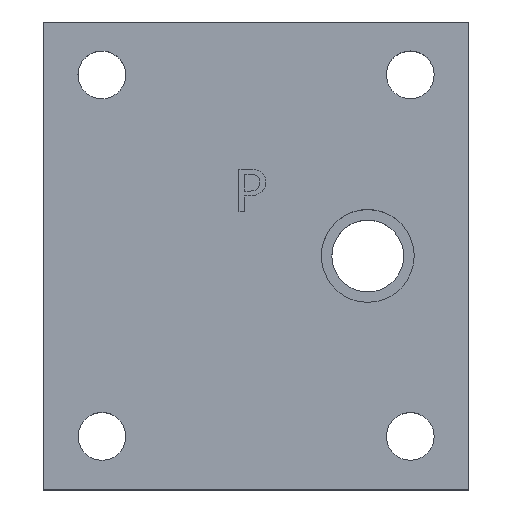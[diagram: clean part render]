
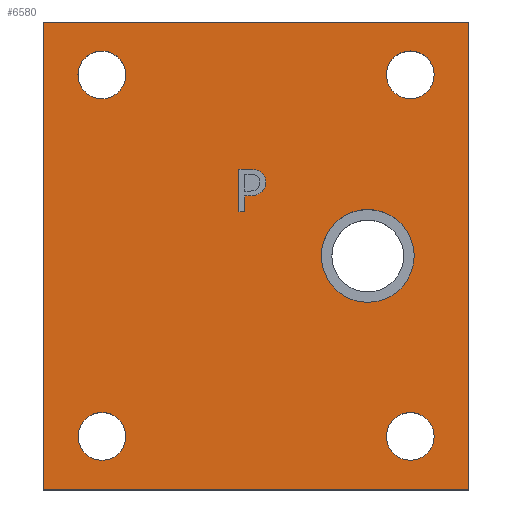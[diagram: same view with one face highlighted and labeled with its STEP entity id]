
A CAD part, top view. The second image highlights one B-rep face of the part: STEP entity #6580.
In plain terms, the highlighted planar face has unit normal (0, 0, 1).
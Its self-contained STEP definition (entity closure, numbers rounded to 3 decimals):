
#25=CIRCLE('',#6833,6.934);
#26=CIRCLE('',#6834,3.569);
#27=CIRCLE('',#6835,3.569);
#28=CIRCLE('',#6836,3.569);
#29=CIRCLE('',#6837,3.569);
#72=FACE_BOUND('',#984,.T.);
#73=FACE_BOUND('',#985,.T.);
#74=FACE_BOUND('',#986,.T.);
#75=FACE_BOUND('',#987,.T.);
#76=FACE_BOUND('',#988,.T.);
#77=FACE_BOUND('',#989,.T.);
#303=PLANE('',#6832);
#625=FACE_OUTER_BOUND('',#983,.T.);
#983=EDGE_LOOP('',(#5768,#5769,#5770,#5771));
#984=EDGE_LOOP('',(#5772));
#985=EDGE_LOOP('',(#5773));
#986=EDGE_LOOP('',(#5774));
#987=EDGE_LOOP('',(#5775));
#988=EDGE_LOOP('',(#5776));
#989=EDGE_LOOP('',(#5777,#5778,#5779,#5780,#5781,#5782,#5783,#5784,#5785));
#1279=LINE('',#9950,#1964);
#1674=LINE('',#10994,#2359);
#1677=LINE('',#11000,#2362);
#1680=LINE('',#11006,#2365);
#1683=LINE('',#11012,#2368);
#1686=LINE('',#11018,#2371);
#1690=LINE('',#11060,#2375);
#1691=LINE('',#11062,#2376);
#1692=LINE('',#11063,#2377);
#1964=VECTOR('',#7269,10.);
#2359=VECTOR('',#7948,10.);
#2362=VECTOR('',#7953,10.);
#2365=VECTOR('',#7958,10.);
#2368=VECTOR('',#7963,10.);
#2371=VECTOR('',#7968,10.);
#2375=VECTOR('',#7976,10.);
#2376=VECTOR('',#7977,10.);
#2377=VECTOR('',#7978,10.);
#2576=B_SPLINE_CURVE_WITH_KNOTS('',2,(#10961,#10962,#10963,#10964),
 .UNSPECIFIED.,.F.,.F.,(3,1,3),(0.,1.,2.),.UNSPECIFIED.);
#2578=B_SPLINE_CURVE_WITH_KNOTS('',2,(#10982,#10983,#10984,#10985),
 .UNSPECIFIED.,.F.,.F.,(3,1,3),(0.,1.,2.),.UNSPECIFIED.);
#2580=B_SPLINE_CURVE_WITH_KNOTS('',2,(#11031,#11032,#11033,#11034),
 .UNSPECIFIED.,.F.,.F.,(3,1,3),(0.,1.,2.),.UNSPECIFIED.);
#2582=B_SPLINE_CURVE_WITH_KNOTS('',2,(#11049,#11050,#11051,#11052),
 .UNSPECIFIED.,.F.,.F.,(3,1,3),(0.,1.,2.),.UNSPECIFIED.);
#2860=VERTEX_POINT('',#9947);
#2861=VERTEX_POINT('',#9949);
#3138=VERTEX_POINT('',#10959);
#3139=VERTEX_POINT('',#10960);
#3142=VERTEX_POINT('',#10981);
#3144=VERTEX_POINT('',#10993);
#3146=VERTEX_POINT('',#10999);
#3148=VERTEX_POINT('',#11005);
#3150=VERTEX_POINT('',#11011);
#3152=VERTEX_POINT('',#11017);
#3154=VERTEX_POINT('',#11030);
#3156=VERTEX_POINT('',#11059);
#3157=VERTEX_POINT('',#11061);
#3158=VERTEX_POINT('',#11064);
#3159=VERTEX_POINT('',#11066);
#3160=VERTEX_POINT('',#11068);
#3161=VERTEX_POINT('',#11070);
#3162=VERTEX_POINT('',#11072);
#3595=EDGE_CURVE('',#2861,#2860,#1279,.T.);
#4011=EDGE_CURVE('',#3138,#3139,#2576,.T.);
#4015=EDGE_CURVE('',#3142,#3138,#2578,.T.);
#4018=EDGE_CURVE('',#3144,#3142,#1674,.T.);
#4021=EDGE_CURVE('',#3146,#3144,#1677,.T.);
#4024=EDGE_CURVE('',#3148,#3146,#1680,.T.);
#4027=EDGE_CURVE('',#3150,#3148,#1683,.T.);
#4030=EDGE_CURVE('',#3152,#3150,#1686,.T.);
#4033=EDGE_CURVE('',#3154,#3152,#2580,.T.);
#4036=EDGE_CURVE('',#3139,#3154,#2582,.T.);
#4038=EDGE_CURVE('',#2860,#3156,#1690,.T.);
#4039=EDGE_CURVE('',#3156,#3157,#1691,.T.);
#4040=EDGE_CURVE('',#3157,#2861,#1692,.T.);
#4041=EDGE_CURVE('',#3158,#3158,#25,.T.);
#4042=EDGE_CURVE('',#3159,#3159,#26,.T.);
#4043=EDGE_CURVE('',#3160,#3160,#27,.T.);
#4044=EDGE_CURVE('',#3161,#3161,#28,.T.);
#4045=EDGE_CURVE('',#3162,#3162,#29,.T.);
#5768=ORIENTED_EDGE('',*,*,#3595,.T.);
#5769=ORIENTED_EDGE('',*,*,#4038,.T.);
#5770=ORIENTED_EDGE('',*,*,#4039,.T.);
#5771=ORIENTED_EDGE('',*,*,#4040,.T.);
#5772=ORIENTED_EDGE('',*,*,#4041,.T.);
#5773=ORIENTED_EDGE('',*,*,#4042,.T.);
#5774=ORIENTED_EDGE('',*,*,#4043,.T.);
#5775=ORIENTED_EDGE('',*,*,#4044,.T.);
#5776=ORIENTED_EDGE('',*,*,#4045,.T.);
#5777=ORIENTED_EDGE('',*,*,#4011,.T.);
#5778=ORIENTED_EDGE('',*,*,#4036,.T.);
#5779=ORIENTED_EDGE('',*,*,#4033,.T.);
#5780=ORIENTED_EDGE('',*,*,#4030,.T.);
#5781=ORIENTED_EDGE('',*,*,#4027,.T.);
#5782=ORIENTED_EDGE('',*,*,#4024,.T.);
#5783=ORIENTED_EDGE('',*,*,#4021,.T.);
#5784=ORIENTED_EDGE('',*,*,#4018,.T.);
#5785=ORIENTED_EDGE('',*,*,#4015,.T.);
#6580=ADVANCED_FACE('',(#625,#72,#73,#74,#75,#76,#77),#303,.T.);
#6832=AXIS2_PLACEMENT_3D('',#11058,#7974,#7975);
#6833=AXIS2_PLACEMENT_3D('',#11065,#7979,#7980);
#6834=AXIS2_PLACEMENT_3D('',#11067,#7981,#7982);
#6835=AXIS2_PLACEMENT_3D('',#11069,#7983,#7984);
#6836=AXIS2_PLACEMENT_3D('',#11071,#7985,#7986);
#6837=AXIS2_PLACEMENT_3D('',#11073,#7987,#7988);
#7269=DIRECTION('',(1.,0.,0.));
#7948=DIRECTION('',(1.,0.,0.));
#7953=DIRECTION('',(0.,1.,0.));
#7958=DIRECTION('',(-1.,0.,0.));
#7963=DIRECTION('',(0.,-1.,0.));
#7968=DIRECTION('',(-1.,0.,0.));
#7974=DIRECTION('center_axis',(0.,0.,1.));
#7975=DIRECTION('ref_axis',(1.,0.,0.));
#7976=DIRECTION('',(0.,1.,0.));
#7977=DIRECTION('',(-1.,0.,0.));
#7978=DIRECTION('',(0.,-1.,0.));
#7979=DIRECTION('center_axis',(0.,0.,-1.));
#7980=DIRECTION('ref_axis',(1.,0.,0.));
#7981=DIRECTION('center_axis',(0.,0.,-1.));
#7982=DIRECTION('ref_axis',(1.,0.,0.));
#7983=DIRECTION('center_axis',(0.,0.,-1.));
#7984=DIRECTION('ref_axis',(1.,0.,0.));
#7985=DIRECTION('center_axis',(0.,0.,-1.));
#7986=DIRECTION('ref_axis',(1.,0.,0.));
#7987=DIRECTION('center_axis',(0.,0.,-1.));
#7988=DIRECTION('ref_axis',(1.,0.,0.));
#9947=CARTESIAN_POINT('',(63.5,0.,19.05));
#9949=CARTESIAN_POINT('',(0.,0.,19.05));
#9950=CARTESIAN_POINT('',(0.,0.,19.05));
#10959=CARTESIAN_POINT('',(32.45,47.457,19.05));
#10960=CARTESIAN_POINT('',(33.207,45.939,19.05));
#10961=CARTESIAN_POINT('Ctrl Pts',(32.45,47.457,19.05));
#10962=CARTESIAN_POINT('Ctrl Pts',(32.805,47.216,19.05));
#10963=CARTESIAN_POINT('Ctrl Pts',(33.207,46.469,19.05));
#10964=CARTESIAN_POINT('Ctrl Pts',(33.207,45.939,19.05));
#10981=CARTESIAN_POINT('',(30.788,47.854,19.05));
#10982=CARTESIAN_POINT('Ctrl Pts',(30.788,47.854,19.05));
#10983=CARTESIAN_POINT('Ctrl Pts',(31.354,47.854,19.05));
#10984=CARTESIAN_POINT('Ctrl Pts',(32.147,47.668,19.05));
#10985=CARTESIAN_POINT('Ctrl Pts',(32.45,47.457,19.05));
#10993=CARTESIAN_POINT('',(29.193,47.854,19.05));
#10994=CARTESIAN_POINT('',(30.471,47.854,19.05));
#10999=CARTESIAN_POINT('',(29.193,41.504,19.05));
#11000=CARTESIAN_POINT('',(29.193,38.214,19.05));
#11005=CARTESIAN_POINT('',(30.037,41.504,19.05));
#11006=CARTESIAN_POINT('',(30.893,41.504,19.05));
#11011=CARTESIAN_POINT('',(30.037,43.871,19.05));
#11012=CARTESIAN_POINT('',(30.037,39.398,19.05));
#11017=CARTESIAN_POINT('',(30.752,43.871,19.05));
#11018=CARTESIAN_POINT('',(31.251,43.871,19.05));
#11030=CARTESIAN_POINT('',(32.651,44.529,19.05));
#11031=CARTESIAN_POINT('Ctrl Pts',(32.651,44.529,19.05));
#11032=CARTESIAN_POINT('Ctrl Pts',(32.322,44.205,19.05));
#11033=CARTESIAN_POINT('Ctrl Pts',(31.431,43.871,19.05));
#11034=CARTESIAN_POINT('Ctrl Pts',(30.752,43.871,19.05));
#11049=CARTESIAN_POINT('Ctrl Pts',(33.207,45.939,19.05));
#11050=CARTESIAN_POINT('Ctrl Pts',(33.207,45.528,19.05));
#11051=CARTESIAN_POINT('Ctrl Pts',(32.913,44.787,19.05));
#11052=CARTESIAN_POINT('Ctrl Pts',(32.651,44.529,19.05));
#11058=CARTESIAN_POINT('Origin',(31.75,34.925,19.05));
#11059=CARTESIAN_POINT('',(63.5,69.85,19.05));
#11060=CARTESIAN_POINT('',(63.5,0.,19.05));
#11061=CARTESIAN_POINT('',(0.,69.85,19.05));
#11062=CARTESIAN_POINT('',(63.5,69.85,19.05));
#11063=CARTESIAN_POINT('',(0.,69.85,19.05));
#11064=CARTESIAN_POINT('',(41.504,34.925,19.05));
#11065=CARTESIAN_POINT('Origin',(48.438,34.925,19.05));
#11066=CARTESIAN_POINT('',(5.182,7.976,19.05));
#11067=CARTESIAN_POINT('Origin',(8.75,7.976,19.05));
#11068=CARTESIAN_POINT('',(51.219,61.963,19.05));
#11069=CARTESIAN_POINT('Origin',(54.788,61.963,19.05));
#11070=CARTESIAN_POINT('',(5.169,61.951,19.05));
#11071=CARTESIAN_POINT('Origin',(8.738,61.951,19.05));
#11072=CARTESIAN_POINT('',(51.219,7.976,19.05));
#11073=CARTESIAN_POINT('Origin',(54.788,7.976,19.05));
